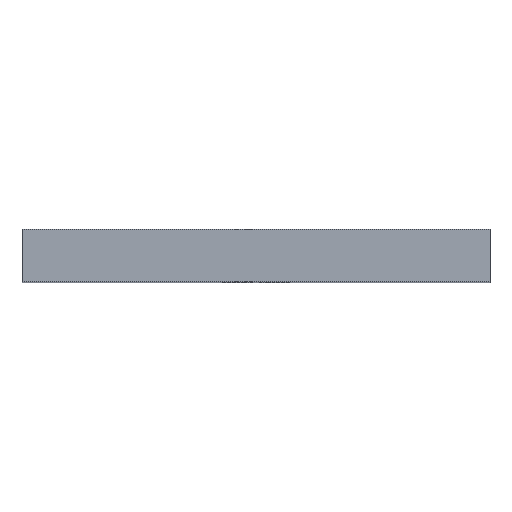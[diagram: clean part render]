
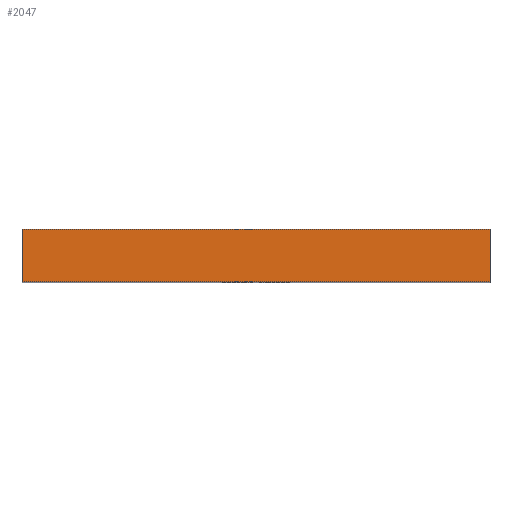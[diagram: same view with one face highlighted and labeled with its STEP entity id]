
A CAD part, top view. The second image highlights one B-rep face of the part: STEP entity #2047.
In plain terms, the highlighted planar face has unit normal (0, 0, 1).
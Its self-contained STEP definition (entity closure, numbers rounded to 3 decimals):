
#73 = EDGE_CURVE ( 'NONE', #1644, #890, #730, .T. ) ;
#130 = AXIS2_PLACEMENT_3D ( 'NONE', #509, #1709, #162 ) ;
#162 = DIRECTION ( 'NONE',  ( -1., 0., 0. ) ) ;
#201 = CARTESIAN_POINT ( 'NONE',  ( -400000.02, -7., 31. ) ) ;
#355 = DIRECTION ( 'NONE',  ( -1., 0., 0. ) ) ;
#387 = ORIENTED_EDGE ( 'NONE', *, *, #1236, .F. ) ;
#500 = CARTESIAN_POINT ( 'NONE',  ( -31.25, -7., 31. ) ) ;
#509 = CARTESIAN_POINT ( 'NONE',  ( -400000.02, -7., 31. ) ) ;
#571 = EDGE_LOOP ( 'NONE', ( #576, #1906, #387, #1776 ) ) ;
#576 = ORIENTED_EDGE ( 'NONE', *, *, #1750, .T. ) ;
#651 = EDGE_CURVE ( 'NONE', #1220, #1202, #1497, .T. ) ;
#719 = LINE ( 'NONE', #2122, #1661 ) ;
#730 = LINE ( 'NONE', #500, #1509 ) ;
#751 = CARTESIAN_POINT ( 'NONE',  ( -31.25, 0., 31. ) ) ;
#830 = FACE_OUTER_BOUND ( 'NONE', #571, .T. ) ;
#890 = VERTEX_POINT ( 'NONE', #751 ) ;
#1020 = PLANE ( 'NONE',  #130 ) ;
#1050 = VECTOR ( 'NONE', #1331, 1000. ) ;
#1202 = VERTEX_POINT ( 'NONE', #1788 ) ;
#1220 = VERTEX_POINT ( 'NONE', #1558 ) ;
#1236 = EDGE_CURVE ( 'NONE', #1220, #1644, #1595, .T. ) ;
#1308 = CARTESIAN_POINT ( 'NONE',  ( 31.25, -7., 31. ) ) ;
#1331 = DIRECTION ( 'NONE',  ( 0., 1., 0. ) ) ;
#1406 = DIRECTION ( 'NONE',  ( -1., 0., 0. ) ) ;
#1497 = LINE ( 'NONE', #1308, #1050 ) ;
#1509 = VECTOR ( 'NONE', #1556, 1000. ) ;
#1556 = DIRECTION ( 'NONE',  ( 0., 1., 0. ) ) ;
#1558 = CARTESIAN_POINT ( 'NONE',  ( 31.25, -7., 31. ) ) ;
#1595 = LINE ( 'NONE', #201, #1625 ) ;
#1625 = VECTOR ( 'NONE', #355, 1000. ) ;
#1644 = VERTEX_POINT ( 'NONE', #1940 ) ;
#1661 = VECTOR ( 'NONE', #1406, 1000. ) ;
#1709 = DIRECTION ( 'NONE',  ( 0., 0., -1. ) ) ;
#1750 = EDGE_CURVE ( 'NONE', #1202, #890, #719, .T. ) ;
#1776 = ORIENTED_EDGE ( 'NONE', *, *, #651, .T. ) ;
#1788 = CARTESIAN_POINT ( 'NONE',  ( 31.25, 0., 31. ) ) ;
#1906 = ORIENTED_EDGE ( 'NONE', *, *, #73, .F. ) ;
#1940 = CARTESIAN_POINT ( 'NONE',  ( -31.25, -7., 31. ) ) ;
#2047 = ADVANCED_FACE ( 'NONE', ( #830 ), #1020, .F. ) ;
#2122 = CARTESIAN_POINT ( 'NONE',  ( -400000.02, 0., 31. ) ) ;
